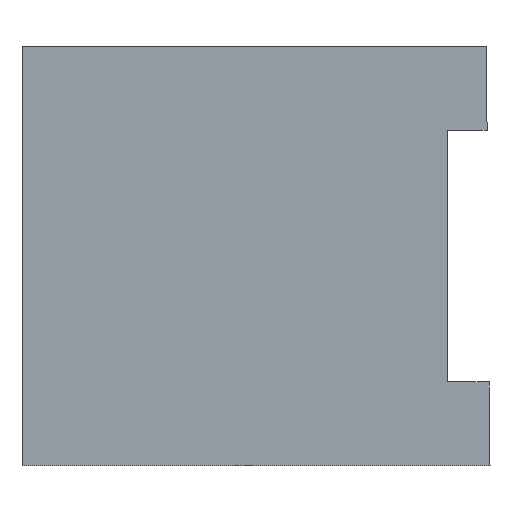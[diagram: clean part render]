
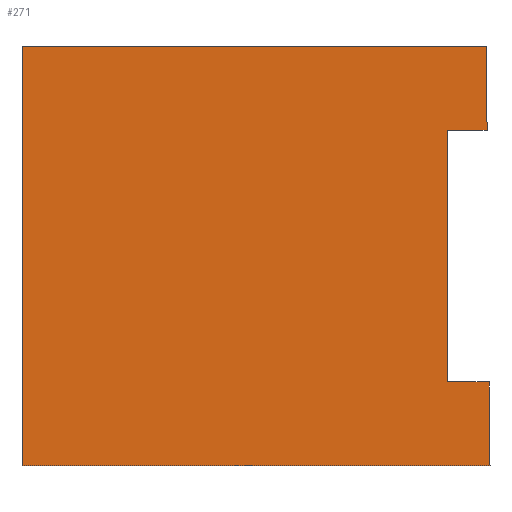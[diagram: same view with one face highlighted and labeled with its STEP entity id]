
A CAD part, left-side view. The second image highlights one B-rep face of the part: STEP entity #271.
In plain terms, the highlighted planar face has unit normal (-1, 0, 0).
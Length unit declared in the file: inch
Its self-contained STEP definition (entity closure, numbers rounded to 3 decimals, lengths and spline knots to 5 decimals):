
#14 = AXIS2_PLACEMENT_3D ( 'NONE', #350, #332, #457 ) ;
#19 = EDGE_CURVE ( 'NONE', #420, #456, #205, .T. ) ;
#27 = EDGE_CURVE ( 'NONE', #412, #453, #247, .T. ) ;
#28 = EDGE_CURVE ( 'NONE', #413, #447, #218, .T. ) ;
#30 = EDGE_CURVE ( 'NONE', #412, #413, #202, .T. ) ;
#31 = EDGE_CURVE ( 'NONE', #451, #455, #177, .T. ) ;
#44 = EDGE_CURVE ( 'NONE', #455, #453, #178, .T. ) ;
#52 = EDGE_CURVE ( 'NONE', #447, #420, #209, .T. ) ;
#69 = EDGE_CURVE ( 'NONE', #456, #451, #108, .T. ) ;
#77 = ORIENTED_EDGE ( 'NONE', *, *, #44, .F. ) ;
#78 = EDGE_LOOP ( 'NONE', ( #189, #200, #203, #112, #77, #115, #109, #107 ) ) ;
#84 = VECTOR ( 'NONE', #424, 39.37008 ) ;
#85 = VECTOR ( 'NONE', #437, 39.37008 ) ;
#101 = VECTOR ( 'NONE', #382, 39.37008 ) ;
#107 = ORIENTED_EDGE ( 'NONE', *, *, #19, .F. ) ;
#108 = LINE ( 'NONE', #381, #101 ) ;
#109 = ORIENTED_EDGE ( 'NONE', *, *, #69, .F. ) ;
#110 = VECTOR ( 'NONE', #405, 39.37008 ) ;
#112 = ORIENTED_EDGE ( 'NONE', *, *, #27, .T. ) ;
#115 = ORIENTED_EDGE ( 'NONE', *, *, #31, .F. ) ;
#139 = VECTOR ( 'NONE', #394, 39.37008 ) ;
#177 = LINE ( 'NONE', #426, #199 ) ;
#178 = LINE ( 'NONE', #398, #139 ) ;
#189 = ORIENTED_EDGE ( 'NONE', *, *, #52, .F. ) ;
#199 = VECTOR ( 'NONE', #408, 39.37008 ) ;
#200 = ORIENTED_EDGE ( 'NONE', *, *, #28, .F. ) ;
#202 = LINE ( 'NONE', #355, #211 ) ;
#203 = ORIENTED_EDGE ( 'NONE', *, *, #30, .F. ) ;
#205 = LINE ( 'NONE', #436, #85 ) ;
#209 = LINE ( 'NONE', #404, #110 ) ;
#211 = VECTOR ( 'NONE', #425, 39.37008 ) ;
#218 = LINE ( 'NONE', #423, #84 ) ;
#246 = VECTOR ( 'NONE', #422, 39.37008 ) ;
#247 = LINE ( 'NONE', #375, #246 ) ;
#271 = ADVANCED_FACE ( 'NONE', ( #502 ), #340, .T. ) ;
#275 = CARTESIAN_POINT ( 'NONE',  ( -0.35433, 0.04, -0.079 ) ) ;
#278 = CARTESIAN_POINT ( 'NONE',  ( -0.35433, 0.00275, -0.079 ) ) ;
#279 = CARTESIAN_POINT ( 'NONE',  ( -0.35433, 0.00344, 0. ) ) ;
#280 = CARTESIAN_POINT ( 'NONE',  ( -0.35433, 0., -0.3937 ) ) ;
#282 = CARTESIAN_POINT ( 'NONE',  ( -0.35433, 0.00069, -0.315 ) ) ;
#298 = CARTESIAN_POINT ( 'NONE',  ( -0.35433, 0.439, -0.3937 ) ) ;
#300 = CARTESIAN_POINT ( 'NONE',  ( -0.35433, 0.439, 0. ) ) ;
#332 = DIRECTION ( 'NONE',  ( -1., 0., 0. ) ) ;
#340 = PLANE ( 'NONE',  #14 ) ;
#345 = CARTESIAN_POINT ( 'NONE',  ( -0.35433, 0.04, -0.315 ) ) ;
#350 = CARTESIAN_POINT ( 'NONE',  ( -0.35433, 0., -0.3937 ) ) ;
#355 = CARTESIAN_POINT ( 'NONE',  ( -0.35433, 0.439, -0.3937 ) ) ;
#375 = CARTESIAN_POINT ( 'NONE',  ( -0.35433, 0., -0.3937 ) ) ;
#381 = CARTESIAN_POINT ( 'NONE',  ( -0.35433, 0.04, -0.3937 ) ) ;
#382 = DIRECTION ( 'NONE',  ( 0., 0., -1. ) ) ;
#394 = DIRECTION ( 'NONE',  ( 0., -0.009, -1. ) ) ;
#398 = CARTESIAN_POINT ( 'NONE',  ( -0.35433, 0., -0.3937 ) ) ;
#404 = CARTESIAN_POINT ( 'NONE',  ( -0.35433, 0., -0.3937 ) ) ;
#405 = DIRECTION ( 'NONE',  ( 0., -0.009, -1. ) ) ;
#408 = DIRECTION ( 'NONE',  ( 0., -1., 0. ) ) ;
#412 = VERTEX_POINT ( 'NONE', #298 ) ;
#413 = VERTEX_POINT ( 'NONE', #300 ) ;
#420 = VERTEX_POINT ( 'NONE', #278 ) ;
#422 = DIRECTION ( 'NONE',  ( 0., -1., 0. ) ) ;
#423 = CARTESIAN_POINT ( 'NONE',  ( -0.35433, 0., 0. ) ) ;
#424 = DIRECTION ( 'NONE',  ( 0., -1., 0. ) ) ;
#425 = DIRECTION ( 'NONE',  ( 0., 0., 1. ) ) ;
#426 = CARTESIAN_POINT ( 'NONE',  ( -0.35433, 0., -0.315 ) ) ;
#436 = CARTESIAN_POINT ( 'NONE',  ( -0.35433, 0., -0.079 ) ) ;
#437 = DIRECTION ( 'NONE',  ( 0., 1., 0. ) ) ;
#447 = VERTEX_POINT ( 'NONE', #279 ) ;
#451 = VERTEX_POINT ( 'NONE', #345 ) ;
#453 = VERTEX_POINT ( 'NONE', #280 ) ;
#455 = VERTEX_POINT ( 'NONE', #282 ) ;
#456 = VERTEX_POINT ( 'NONE', #275 ) ;
#457 = DIRECTION ( 'NONE',  ( 0., 0., 1. ) ) ;
#502 = FACE_OUTER_BOUND ( 'NONE', #78, .T. ) ;
